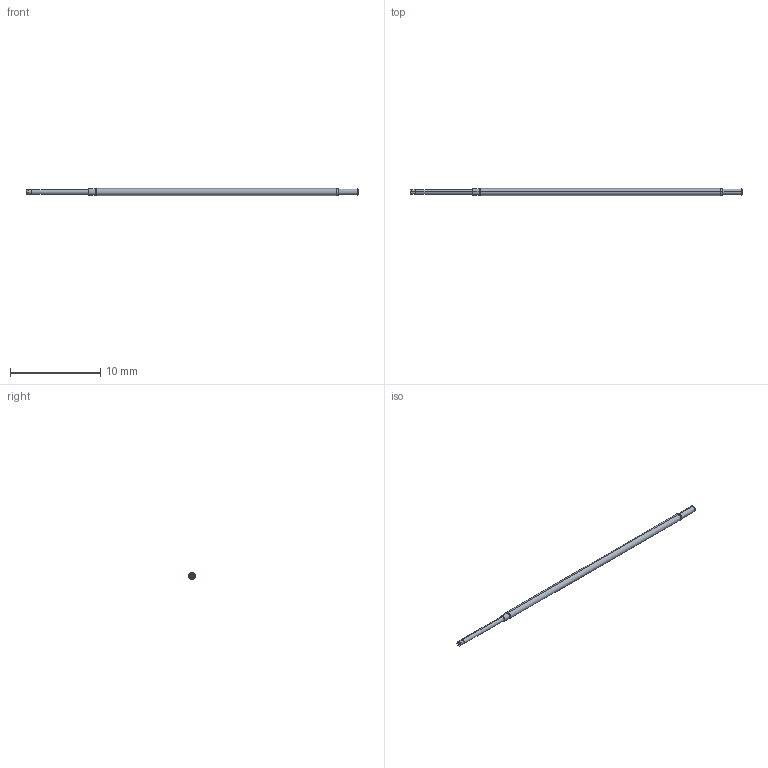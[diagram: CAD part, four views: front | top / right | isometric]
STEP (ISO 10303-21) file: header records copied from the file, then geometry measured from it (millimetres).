
FILE_DESCRIPTION (( 'STEP AP214' ), '1' );
FILE_NAME ('X39-PRP2547_-S.STEP', '2016-06-09T14:29:44', ( 'spare' ), ( '' ), 'SwSTEP 2.0', 'SolidWorks 2016', '' );
FILE_SCHEMA (( 'AUTOMOTIVE_DESIGN' ));
Length unit declared in the file: inch
Products named in the file (1): X39-PRP2547_-S
Bounding box: 36.83 x 0.78 x 0.78 mm (x, y, z)
Volume: 15.5 mm3; surface area: 84.8 mm2
Topology: 1 solids, 1 shells, 71 faces, 170 edges, 102 vertices
Faces by surface type: plane 45, torus 10, cone 8, cylinder 8
Entity records: 2979 total; most frequent: CARTESIAN_POINT 422, ORIENTED_EDGE 340, DIRECTION 332, EDGE_CURVE 170, AXIS2_PLACEMENT_3D 116, VERTEX_POINT 102, LINE 100, VECTOR 100
